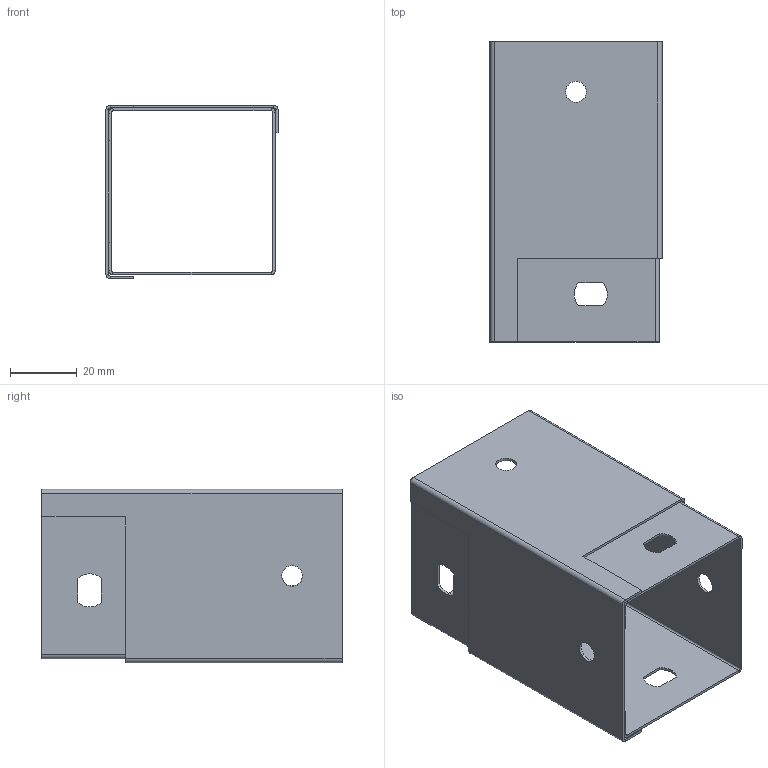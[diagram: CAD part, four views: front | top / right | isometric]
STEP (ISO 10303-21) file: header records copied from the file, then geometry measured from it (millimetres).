
FILE_DESCRIPTION (( 'STEP AP203' ), '1' );
FILE_NAME ('Ðàçâîðîò ïëîñêîñòè ïðàâûé_39006.STEP', '2012-11-12T08:01:38', ( 'Àñååâ' ), ( '' ), 'SwSTEP 2.0', 'SolidWorks 2012', '' );
FILE_SCHEMA (( 'CONFIG_CONTROL_DESIGN' ));
Length unit declared in the file: millimetre
Products named in the file (3): Ðàçâîðîò ïëîñêîñòè ïðàâûé_39006; GS_dx_Cov; GS_dx
Assembly tree (2 placements, depth 2):
  Ðàçâîðîò ïëîñêîñòè ïðàâûé_39006
    GS_dx
    GS_dx_Cov
Bounding box: 51.6 x 90 x 52 mm (x, y, z)
Volume: 16566.9 mm3; surface area: 42392.4 mm2
Topology: 2 solids, 2 shells, 102 faces, 240 edges, 142 vertices
Faces by surface type: plane 72, cylinder 30
Full cylindrical faces by diameter (mm): 6.25 x3, 6.8 x1
Entity records: 3151 total; most frequent: DIRECTION 508, CARTESIAN_POINT 481, ORIENTED_EDGE 468, EDGE_CURVE 234, VECTOR 174, LINE 174, AXIS2_PLACEMENT_3D 167, VERTEX_POINT 140
